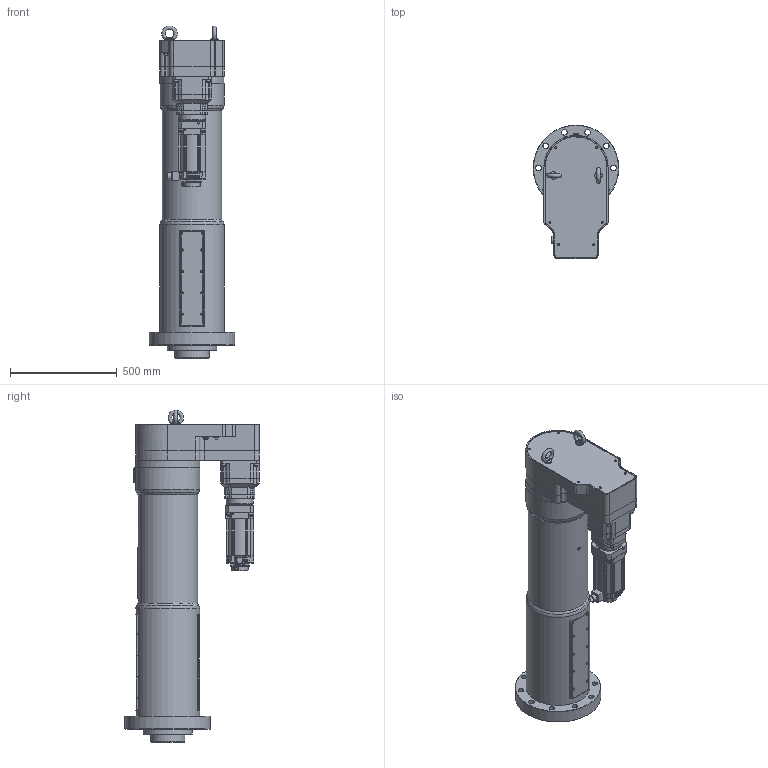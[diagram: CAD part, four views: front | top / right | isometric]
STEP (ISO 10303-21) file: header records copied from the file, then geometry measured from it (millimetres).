
FILE_DESCRIPTION(/* description */ (''),/* implementation_level */ '2;1');
FILE_NAME(/* name */ 'DPS-402Y5-30FB(DS-P095)OUTLINE.stp',/* time_stamp */ '2024-02-20T14:06:34+09:00',/* author */ ('y-mizuno'),/* organization */ (''),/* preprocessor_version */ 'ST-DEVELOPER v19.2',/* originating_system */ 'Autodesk Inventor 2023',/* authorisation */ '');
FILE_SCHEMA (('CONFIG_CONTROL_DESIGN'));
Products named in the file (1): DPS-402Y5-30FB(DS-P095)OUTLINE
Bounding box: 400 x 627.5 x 1553.6 mm (x, y, z)
Volume: 121559211.3 mm3; surface area: 2448171.3 mm2
Topology: 1 solids, 15 shells, 2572 faces, 6697 edges, 4338 vertices
Faces by surface type: plane 1480, cylinder 548, cone 259, bspline 176, torus 98, sphere 11
Full cylindrical faces by diameter (mm): 1 x7, 1.2 x3, 1.4 x3, 2.693 x4, 3 x6, 3.2 x8, 4 x5, 4.5 x1, 5 x8, 5.5 x8, 5.6 x4, 5.9 x4, 6 x8, 8 x3, 8.5 x2, 9 x4, 10 x30, 10.2 x1, 10.5 x4, 10.6 x1, 10.7 x1, 11 x22, 11.6 x1, 12 x3, 13 x4, 14 x10, 15.3 x1, 15.96 x1, 16 x2, 16.5 x1
Entity records: 91962 total; most frequent: CARTESIAN_POINT 28189, ORIENTED_EDGE 13264, DIRECTION 12109, EDGE_CURVE 6632, VERTEX_POINT 4338, AXIS2_PLACEMENT_3D 4307, LINE 3495, VECTOR 3495
